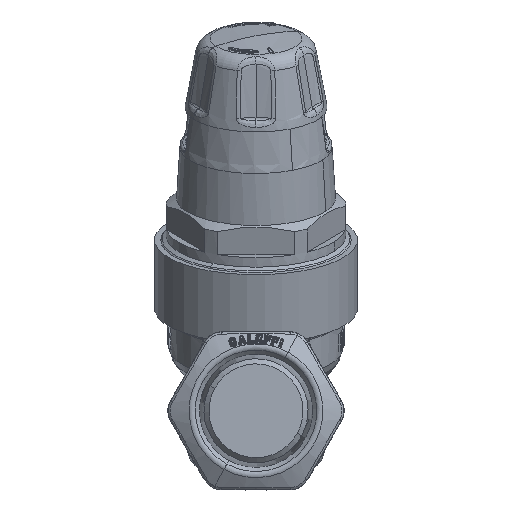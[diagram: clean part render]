
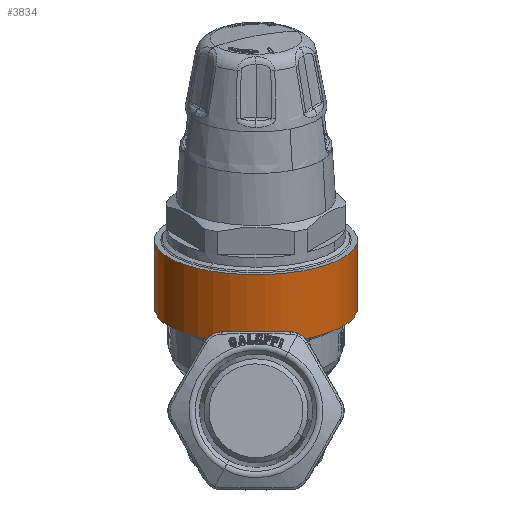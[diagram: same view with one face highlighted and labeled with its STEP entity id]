
A CAD part, front view. The second image highlights one B-rep face of the part: STEP entity #3834.
In plain terms, the highlighted cylindrical face has radius 30 mm (diameter 60 mm), a partial arc.
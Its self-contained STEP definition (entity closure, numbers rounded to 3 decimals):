
#3570=CARTESIAN_POINT('Vertex',(29.888,-8.577,31.15)) ;
#3573=CARTESIAN_POINT('Axis2P3D Location',(0.,-11.015,30.263)) ;
#3577=CARTESIAN_POINT('Vertex',(-29.888,-8.577,31.15)) ;
#3804=CARTESIAN_POINT('Axis2P3D Location',(0.,-20.3,55.775)) ;
#3809=CARTESIAN_POINT('Line Origine',(29.888,-17.863,56.662)) ;
#3813=CARTESIAN_POINT('Vertex',(29.888,-15.931,51.353)) ;
#3816=CARTESIAN_POINT('Axis2P3D Location',(0.,-18.368,50.466)) ;
#3820=CARTESIAN_POINT('Vertex',(-29.888,-15.931,51.353)) ;
#3823=CARTESIAN_POINT('Line Origine',(-29.888,-17.863,56.662)) ;
#3811=VECTOR('Line Direction',#3810,1.) ;
#3825=VECTOR('Line Direction',#3824,1.) ;
#3574=DIRECTION('Axis2P3D Direction',(0.,0.342,-0.94)) ;
#3805=DIRECTION('Axis2P3D Direction',(0.,0.342,-0.94)) ;
#3806=DIRECTION('Axis2P3D XDirection',(0.996,0.081,0.03)) ;
#3810=DIRECTION('Vector Direction',(0.,0.342,-0.94)) ;
#3817=DIRECTION('Axis2P3D Direction',(0.,0.342,-0.94)) ;
#3824=DIRECTION('Vector Direction',(0.,0.342,-0.94)) ;
#3575=AXIS2_PLACEMENT_3D('Circle Axis2P3D',#3573,#3574,$) ;
#3807=AXIS2_PLACEMENT_3D('Cylinder Axis2P3D',#3804,#3805,#3806) ;
#3818=AXIS2_PLACEMENT_3D('Circle Axis2P3D',#3816,#3817,$) ;
#3812=LINE('Line',#3809,#3811) ;
#3826=LINE('Line',#3823,#3825) ;
#3576=CIRCLE('generated circle',#3575,30.) ;
#3819=CIRCLE('generated circle',#3818,30.) ;
#3808=CYLINDRICAL_SURFACE('generated cylinder',#3807,30.) ;
#3579=EDGE_CURVE('',#3571,#3578,#3576,.T.) ;
#3815=EDGE_CURVE('',#3814,#3571,#3812,.T.) ;
#3822=EDGE_CURVE('',#3814,#3821,#3819,.T.) ;
#3827=EDGE_CURVE('',#3821,#3578,#3826,.T.) ;
#3829=ORIENTED_EDGE('',*,*,#3815,.F.) ;
#3830=ORIENTED_EDGE('',*,*,#3822,.T.) ;
#3831=ORIENTED_EDGE('',*,*,#3827,.T.) ;
#3832=ORIENTED_EDGE('',*,*,#3579,.F.) ;
#3828=EDGE_LOOP('',(#3829,#3830,#3831,#3832)) ;
#3571=VERTEX_POINT('',#3570) ;
#3578=VERTEX_POINT('',#3577) ;
#3814=VERTEX_POINT('',#3813) ;
#3821=VERTEX_POINT('',#3820) ;
#3834=ADVANCED_FACE('535061H -TST',(#3833),#3808,.T.) ;
#3833=FACE_OUTER_BOUND('',#3828,.T.) ;
